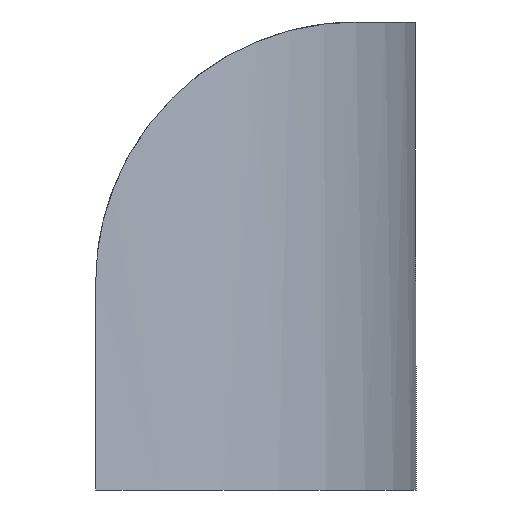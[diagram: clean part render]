
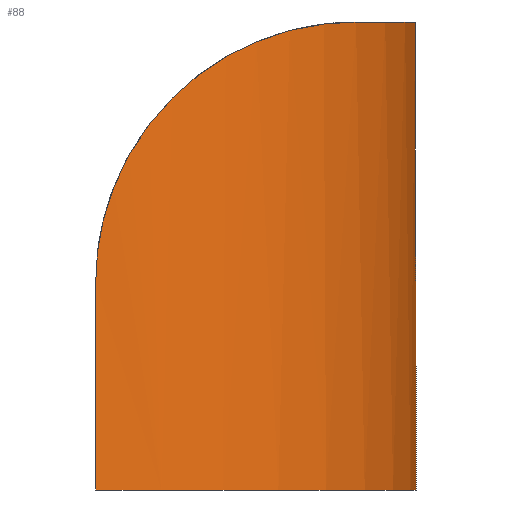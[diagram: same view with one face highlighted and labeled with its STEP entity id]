
A CAD part, left-side view. The second image highlights one B-rep face of the part: STEP entity #88.
In plain terms, the highlighted cylindrical face has radius 19.865 mm (diameter 39.729 mm), a partial arc.
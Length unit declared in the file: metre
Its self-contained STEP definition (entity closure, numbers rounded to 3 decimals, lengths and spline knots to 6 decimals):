
#23=LINE('',#162,#28);
#24=LINE('',#166,#29);
#28=VECTOR('',#132,1.);
#29=VECTOR('',#135,1.);
#33=B_SPLINE_CURVE_WITH_KNOTS('',3,(#152,#153,#154,#155,#156,#157,#158,
#159,#160),.UNSPECIFIED.,.F.,.F.,(4,1,1,1,1,1,4),(0.,0.002878,
0.005756,0.008635,0.011513,0.017269,
0.023025),.UNSPECIFIED.);
#34=B_SPLINE_CURVE_WITH_KNOTS('',3,(#168,#169,#170,#171,#172,#173,#174,
#175,#176),.UNSPECIFIED.,.F.,.F.,(4,1,1,1,1,1,4),(0.,0.00288,
0.005761,0.011522,0.014402,0.017282,
0.023043),.UNSPECIFIED.);
#35=ORIENTED_EDGE('',*,*,#53,.F.);
#36=ORIENTED_EDGE('',*,*,#54,.T.);
#37=ORIENTED_EDGE('',*,*,#55,.T.);
#38=ORIENTED_EDGE('',*,*,#56,.T.);
#39=ORIENTED_EDGE('',*,*,#57,.F.);
#40=ORIENTED_EDGE('',*,*,#58,.T.);
#53=EDGE_CURVE('',#62,#63,#68,.T.);
#54=EDGE_CURVE('',#62,#64,#33,.T.);
#55=EDGE_CURVE('',#64,#65,#23,.T.);
#56=EDGE_CURVE('',#65,#66,#69,.T.);
#57=EDGE_CURVE('',#67,#66,#24,.T.);
#58=EDGE_CURVE('',#67,#63,#34,.T.);
#62=VERTEX_POINT('',#150);
#63=VERTEX_POINT('',#151);
#64=VERTEX_POINT('',#161);
#65=VERTEX_POINT('',#163);
#66=VERTEX_POINT('',#165);
#67=VERTEX_POINT('',#167);
#68=CIRCLE('',#120,0.019865);
#69=CIRCLE('',#121,0.019865);
#70=EDGE_LOOP('',(#35,#36,#37,#38,#39,#40));
#75=FACE_BOUND('',#70,.T.);
#80=CYLINDRICAL_SURFACE('',#119,0.019865);
#88=ADVANCED_FACE('',(#75),#80,.T.);
#119=AXIS2_PLACEMENT_3D('',#148,#128,#129);
#120=AXIS2_PLACEMENT_3D('',#149,#130,#131);
#121=AXIS2_PLACEMENT_3D('',#164,#133,#134);
#128=DIRECTION('',(0.,0.,-1.));
#129=DIRECTION('',(-1.,0.,0.));
#130=DIRECTION('',(0.,0.,1.));
#131=DIRECTION('',(1.,0.,0.));
#132=DIRECTION('',(0.,0.,-1.));
#133=DIRECTION('',(0.,0.,1.));
#134=DIRECTION('',(1.,0.,0.));
#135=DIRECTION('',(0.,0.,-1.));
#148=CARTESIAN_POINT('',(0.020025,0.023428,0.023));
#149=CARTESIAN_POINT('',(0.020025,0.023428,0.023));
#150=CARTESIAN_POINT('',(0.009585,0.006527,0.023));
#151=CARTESIAN_POINT('',(0.030464,0.006527,0.023));
#152=CARTESIAN_POINT('',(0.009585,0.006527,0.023));
#153=CARTESIAN_POINT('',(0.008759,0.007038,0.023));
#154=CARTESIAN_POINT('',(0.007205,0.008162,0.022941));
#155=CARTESIAN_POINT('',(0.005132,0.010179,0.022534));
#156=CARTESIAN_POINT('',(0.003446,0.012376,0.021676));
#157=CARTESIAN_POINT('',(0.001753,0.015343,0.019787));
#158=CARTESIAN_POINT('',(0.000744,0.018422,0.01602));
#159=CARTESIAN_POINT('',(0.000589,0.019323,0.012154));
#160=CARTESIAN_POINT('',(0.000589,0.019323,0.010205));
#161=CARTESIAN_POINT('',(0.000589,0.019323,0.010205));
#162=CARTESIAN_POINT('',(0.000589,0.019323,0.023));
#163=CARTESIAN_POINT('',(0.000589,0.019323,0.));
#164=CARTESIAN_POINT('',(0.020025,0.023428,0.));
#165=CARTESIAN_POINT('',(0.039461,0.019323,0.));
#166=CARTESIAN_POINT('',(0.039461,0.019323,0.023));
#167=CARTESIAN_POINT('',(0.039461,0.019323,0.010205));
#168=CARTESIAN_POINT('',(0.039461,0.019323,0.010205));
#169=CARTESIAN_POINT('',(0.039461,0.019323,0.011178));
#170=CARTESIAN_POINT('',(0.039417,0.019105,0.013088));
#171=CARTESIAN_POINT('',(0.03911,0.017815,0.016763));
#172=CARTESIAN_POINT('',(0.038305,0.015366,0.019763));
#173=CARTESIAN_POINT('',(0.036623,0.012403,0.021664));
#174=CARTESIAN_POINT('',(0.034361,0.00945,0.02282));
#175=CARTESIAN_POINT('',(0.032118,0.007549,0.023));
#176=CARTESIAN_POINT('',(0.030464,0.006527,0.023));
